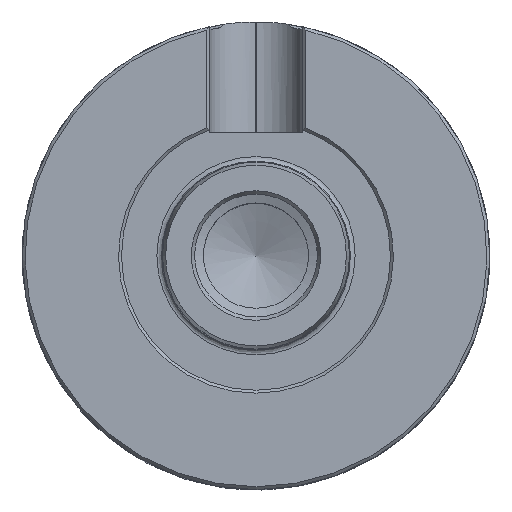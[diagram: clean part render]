
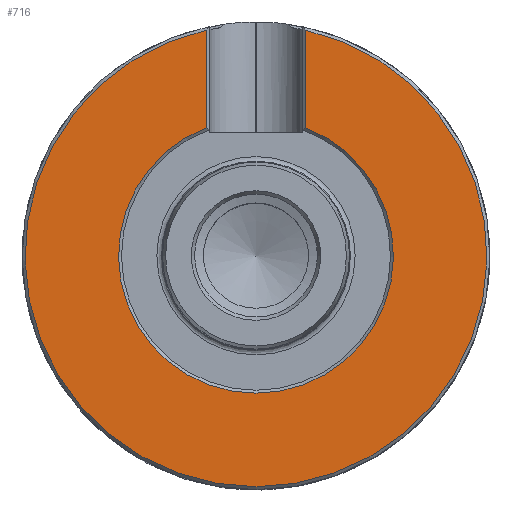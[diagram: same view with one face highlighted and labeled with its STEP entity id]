
A CAD part, top view. The second image highlights one B-rep face of the part: STEP entity #716.
In plain terms, the highlighted face is planar.
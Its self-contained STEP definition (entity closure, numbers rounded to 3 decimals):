
#477=PLANE('',#7859);
#716=ADVANCED_FACE('CU_VLE_LO_SU_1',(#1224),#477,.T.);
#1224=FACE_OUTER_BOUND('',#1609,.T.);
#1609=EDGE_LOOP('',(#3835,#3836,#3837,#3838));
#2410=LINE('',#15764,#2895);
#2411=LINE('',#15768,#2896);
#2895=VECTOR('',#8771,1.);
#2896=VECTOR('',#8774,1.);
#3835=ORIENTED_EDGE('',*,*,#6603,.F.);
#3836=ORIENTED_EDGE('',*,*,#6605,.T.);
#3837=ORIENTED_EDGE('',*,*,#6606,.T.);
#3838=ORIENTED_EDGE('',*,*,#6607,.T.);
#5873=VERTEX_POINT('',#15756);
#5874=VERTEX_POINT('',#15758);
#5875=VERTEX_POINT('',#15765);
#5876=VERTEX_POINT('',#15767);
#6603=EDGE_CURVE('',#5873,#5874,#7520,.T.);
#6605=EDGE_CURVE('',#5873,#5875,#2410,.T.);
#6606=EDGE_CURVE('',#5875,#5876,#7521,.T.);
#6607=EDGE_CURVE('',#5876,#5874,#2411,.T.);
#7520=CIRCLE('',#7856,23.5);
#7521=CIRCLE('',#7858,39.5);
#7856=AXIS2_PLACEMENT_3D('',#15757,#8767,#8768);
#7858=AXIS2_PLACEMENT_3D('',#15766,#8772,#8773);
#7859=AXIS2_PLACEMENT_3D('',#15769,#8775,#8776);
#8767=DIRECTION('',(0.,1.,0.));
#8768=DIRECTION('',(-1.,0.,0.));
#8771=DIRECTION('',(0.,0.,1.));
#8772=DIRECTION('',(0.,1.,0.));
#8773=DIRECTION('',(-1.,0.,0.));
#8774=DIRECTION('',(0.,0.,-1.));
#8775=DIRECTION('',(0.,1.,0.));
#8776=DIRECTION('',(-1.,0.,0.));
#15756=CARTESIAN_POINT('',(8.511,0.,21.905));
#15757=CARTESIAN_POINT('',(0.,0.,0.));
#15758=CARTESIAN_POINT('',(-8.511,0.,21.905));
#15764=CARTESIAN_POINT('',(8.511,0.,23.5));
#15765=CARTESIAN_POINT('',(8.511,0.,38.572));
#15766=CARTESIAN_POINT('',(0.,0.,0.));
#15767=CARTESIAN_POINT('',(-8.511,0.,38.572));
#15768=CARTESIAN_POINT('',(-8.511,0.,23.5));
#15769=CARTESIAN_POINT('',(0.,0.,23.5));
